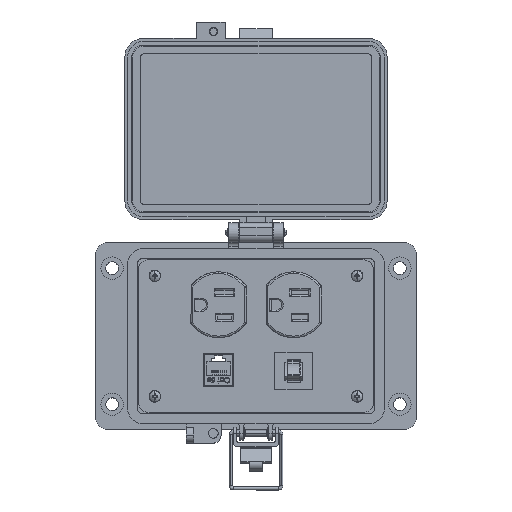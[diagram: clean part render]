
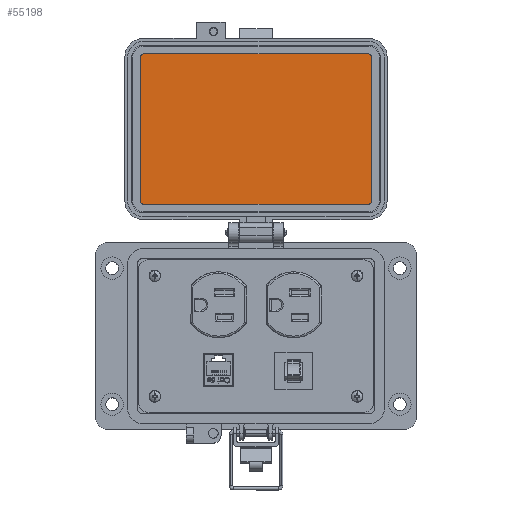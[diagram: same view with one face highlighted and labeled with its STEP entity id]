
A CAD part, top view. The second image highlights one B-rep face of the part: STEP entity #55198.
In plain terms, the highlighted planar face has unit normal (0, 0, 1).
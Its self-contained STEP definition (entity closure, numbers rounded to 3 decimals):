
#300 = CARTESIAN_POINT ( 'NONE',  ( 59.502, 143.334, 8.694 ) ) ;
#1364 = CARTESIAN_POINT ( 'NONE',  ( 57.717, 145.119, 8.694 ) ) ;
#1516 = EDGE_CURVE ( 'NONE', #69649, #67823, #73387, .T. ) ;
#2736 = DIRECTION ( 'NONE',  ( 0., -1., 0. ) ) ;
#5267 = DIRECTION ( 'NONE',  ( 0., -1., 0. ) ) ;
#6064 = AXIS2_PLACEMENT_3D ( 'NONE', #60786, #6818, #30822 ) ;
#6818 = DIRECTION ( 'NONE',  ( 0., 0., -1. ) ) ;
#7153 = ORIENTED_EDGE ( 'NONE', *, *, #68692, .F. ) ;
#7862 = AXIS2_PLACEMENT_3D ( 'NONE', #15685, #39695, #63737 ) ;
#9270 = EDGE_LOOP ( 'NONE', ( #66884, #73716, #35716, #17639, #7153, #17332, #13642, #25153 ) ) ;
#12359 = LINE ( 'NONE', #36366, #16270 ) ;
#13582 = CIRCLE ( 'NONE', #6064, 1.785 ) ;
#13642 = ORIENTED_EDGE ( 'NONE', *, *, #34696, .F. ) ;
#15685 = CARTESIAN_POINT ( 'NONE',  ( -57.72, 69.55, 8.694 ) ) ;
#16270 = VECTOR ( 'NONE', #60439, 1000. ) ;
#16322 = CARTESIAN_POINT ( 'NONE',  ( 59.502, 69.55, 8.694 ) ) ;
#16658 = LINE ( 'NONE', #40686, #51942 ) ;
#16871 = DIRECTION ( 'NONE',  ( 1., 0., 0. ) ) ;
#17087 = DIRECTION ( 'NONE',  ( 0., -1., 0. ) ) ;
#17332 = ORIENTED_EDGE ( 'NONE', *, *, #44399, .F. ) ;
#17639 = ORIENTED_EDGE ( 'NONE', *, *, #56377, .F. ) ;
#19084 = CIRCLE ( 'NONE', #63117, 1.785 ) ;
#21964 = CARTESIAN_POINT ( 'NONE',  ( -57.72, 145.119, 8.694 ) ) ;
#23930 = DIRECTION ( 'NONE',  ( 0., 0., 1. ) ) ;
#25153 = ORIENTED_EDGE ( 'NONE', *, *, #32634, .F. ) ;
#28722 = CARTESIAN_POINT ( 'NONE',  ( -57.72, 67.765, 8.694 ) ) ;
#29834 = FACE_OUTER_BOUND ( 'NONE', #9270, .T. ) ;
#30286 = CARTESIAN_POINT ( 'NONE',  ( 57.717, 67.765, 8.694 ) ) ;
#30822 = DIRECTION ( 'NONE',  ( 0., -1., 0. ) ) ;
#32617 = CARTESIAN_POINT ( 'NONE',  ( 57.717, 69.55, 8.694 ) ) ;
#32634 = EDGE_CURVE ( 'NONE', #67823, #72041, #46843, .T. ) ;
#34696 = EDGE_CURVE ( 'NONE', #72041, #73140, #13582, .T. ) ;
#35177 = CARTESIAN_POINT ( 'NONE',  ( -57.72, 143.334, 8.694 ) ) ;
#35637 = AXIS2_PLACEMENT_3D ( 'NONE', #35177, #59239, #5267 ) ;
#35716 = ORIENTED_EDGE ( 'NONE', *, *, #55053, .F. ) ;
#36366 = CARTESIAN_POINT ( 'NONE',  ( -59.505, 143.334, 8.694 ) ) ;
#36832 = VECTOR ( 'NONE', #17087, 1000. ) ;
#39695 = DIRECTION ( 'NONE',  ( 0., 0., -1. ) ) ;
#40686 = CARTESIAN_POINT ( 'NONE',  ( -57.72, 67.765, 8.694 ) ) ;
#41794 = CIRCLE ( 'NONE', #7862, 1.785 ) ;
#42622 = CARTESIAN_POINT ( 'NONE',  ( -59.505, 143.334, 8.694 ) ) ;
#43580 = VERTEX_POINT ( 'NONE', #44215 ) ;
#44215 = CARTESIAN_POINT ( 'NONE',  ( -59.505, 69.55, 8.694 ) ) ;
#44399 = EDGE_CURVE ( 'NONE', #73140, #52835, #47058, .T. ) ;
#46843 = LINE ( 'NONE', #70848, #55560 ) ;
#47058 = LINE ( 'NONE', #71062, #36832 ) ;
#47987 = DIRECTION ( 'NONE',  ( 0., -1., 0. ) ) ;
#51096 = EDGE_CURVE ( 'NONE', #43580, #69649, #12359, .T. ) ;
#51942 = VECTOR ( 'NONE', #64731, 1000. ) ;
#52835 = VERTEX_POINT ( 'NONE', #16322 ) ;
#53883 = PLANE ( 'NONE',  #64465 ) ;
#55053 = EDGE_CURVE ( 'NONE', #71695, #43580, #41794, .T. ) ;
#55198 = ADVANCED_FACE ( 'NONE', ( #29834 ), #53883, .T. ) ;
#55560 = VECTOR ( 'NONE', #16871, 1000. ) ;
#56377 = EDGE_CURVE ( 'NONE', #75576, #71695, #16658, .T. ) ;
#56687 = DIRECTION ( 'NONE',  ( 0., 0., -1. ) ) ;
#59239 = DIRECTION ( 'NONE',  ( 0., 0., -1. ) ) ;
#60439 = DIRECTION ( 'NONE',  ( 0., 1., 0. ) ) ;
#60786 = CARTESIAN_POINT ( 'NONE',  ( 57.717, 143.334, 8.694 ) ) ;
#63117 = AXIS2_PLACEMENT_3D ( 'NONE', #32617, #56687, #2736 ) ;
#63737 = DIRECTION ( 'NONE',  ( 0., -1., 0. ) ) ;
#64465 = AXIS2_PLACEMENT_3D ( 'NONE', #77914, #23930, #47987 ) ;
#64731 = DIRECTION ( 'NONE',  ( -1., 0., 0. ) ) ;
#66884 = ORIENTED_EDGE ( 'NONE', *, *, #1516, .F. ) ;
#67823 = VERTEX_POINT ( 'NONE', #21964 ) ;
#68692 = EDGE_CURVE ( 'NONE', #52835, #75576, #19084, .T. ) ;
#69649 = VERTEX_POINT ( 'NONE', #42622 ) ;
#70848 = CARTESIAN_POINT ( 'NONE',  ( 57.717, 145.119, 8.694 ) ) ;
#71062 = CARTESIAN_POINT ( 'NONE',  ( 59.502, 69.55, 8.694 ) ) ;
#71695 = VERTEX_POINT ( 'NONE', #28722 ) ;
#72041 = VERTEX_POINT ( 'NONE', #1364 ) ;
#73140 = VERTEX_POINT ( 'NONE', #300 ) ;
#73387 = CIRCLE ( 'NONE', #35637, 1.785 ) ;
#73716 = ORIENTED_EDGE ( 'NONE', *, *, #51096, .F. ) ;
#75576 = VERTEX_POINT ( 'NONE', #30286 ) ;
#77914 = CARTESIAN_POINT ( 'NONE',  ( -30.745, 145.119, 8.694 ) ) ;
